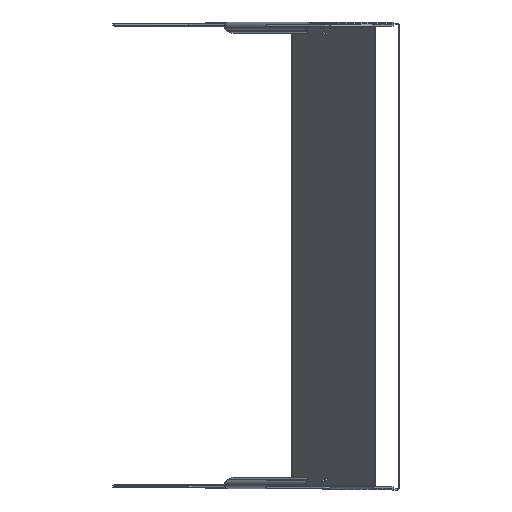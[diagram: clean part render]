
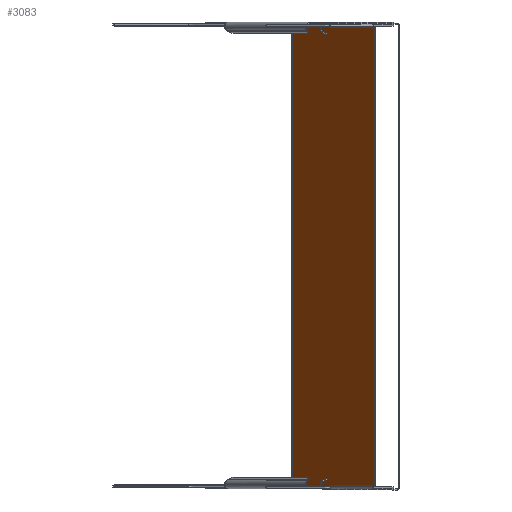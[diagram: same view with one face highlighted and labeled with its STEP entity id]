
A CAD part, left-side view. The second image highlights one B-rep face of the part: STEP entity #3083.
In plain terms, the highlighted face is planar.
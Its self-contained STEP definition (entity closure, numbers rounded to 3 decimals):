
#140 = ORIENTED_EDGE ( 'NONE', *, *, #945, .F. ) ;
#155 = CARTESIAN_POINT ( 'NONE',  ( 88.5, 1.25, 247.75 ) ) ;
#225 = VECTOR ( 'NONE', #2975, 1000. ) ;
#311 = CARTESIAN_POINT ( 'NONE',  ( -165.5, 1.25, 247.75 ) ) ;
#355 = VERTEX_POINT ( 'NONE', #155 ) ;
#494 = CARTESIAN_POINT ( 'NONE',  ( -88.5, 1.25, -247.75 ) ) ;
#541 = PLANE ( 'NONE',  #2644 ) ;
#595 = VECTOR ( 'NONE', #1318, 1000. ) ;
#599 = LINE ( 'NONE', #1234, #595 ) ;
#670 = FACE_OUTER_BOUND ( 'NONE', #2266, .T. ) ;
#686 = VERTEX_POINT ( 'NONE', #3069 ) ;
#687 = ORIENTED_EDGE ( 'NONE', *, *, #3147, .F. ) ;
#695 = VECTOR ( 'NONE', #2014, 1000. ) ;
#809 = DIRECTION ( 'NONE',  ( 0., -1., 0. ) ) ;
#900 = DIRECTION ( 'NONE',  ( 1., 0., 0. ) ) ;
#909 = LINE ( 'NONE', #1550, #225 ) ;
#911 = LINE ( 'NONE', #311, #695 ) ;
#945 = EDGE_CURVE ( 'NONE', #686, #355, #599, .T. ) ;
#958 = VERTEX_POINT ( 'NONE', #1478 ) ;
#1234 = CARTESIAN_POINT ( 'NONE',  ( 88.5, 1.25, 254. ) ) ;
#1318 = DIRECTION ( 'NONE',  ( 0., 0., 1. ) ) ;
#1478 = CARTESIAN_POINT ( 'NONE',  ( -88.5, 1.25, 247.75 ) ) ;
#1550 = CARTESIAN_POINT ( 'NONE',  ( -88.5, 1.25, 254. ) ) ;
#1839 = VECTOR ( 'NONE', #900, 1000. ) ;
#2014 = DIRECTION ( 'NONE',  ( 1., 0., 0. ) ) ;
#2089 = EDGE_CURVE ( 'NONE', #3017, #686, #2124, .T. ) ;
#2124 = LINE ( 'NONE', #2949, #1839 ) ;
#2216 = CARTESIAN_POINT ( 'NONE',  ( -165.5, 1.25, 250. ) ) ;
#2266 = EDGE_LOOP ( 'NONE', ( #2552, #687, #2914, #140 ) ) ;
#2453 = DIRECTION ( 'NONE',  ( 0., 0., -1. ) ) ;
#2552 = ORIENTED_EDGE ( 'NONE', *, *, #2089, .F. ) ;
#2644 = AXIS2_PLACEMENT_3D ( 'NONE', #2216, #809, #2453 ) ;
#2914 = ORIENTED_EDGE ( 'NONE', *, *, #3143, .T. ) ;
#2949 = CARTESIAN_POINT ( 'NONE',  ( -165.5, 1.25, -247.75 ) ) ;
#2975 = DIRECTION ( 'NONE',  ( 0., 0., -1. ) ) ;
#3017 = VERTEX_POINT ( 'NONE', #494 ) ;
#3069 = CARTESIAN_POINT ( 'NONE',  ( 88.5, 1.25, -247.75 ) ) ;
#3083 = ADVANCED_FACE ( 'NONE', ( #670 ), #541, .F. ) ;
#3143 = EDGE_CURVE ( 'NONE', #958, #355, #911, .T. ) ;
#3147 = EDGE_CURVE ( 'NONE', #958, #3017, #909, .T. ) ;
